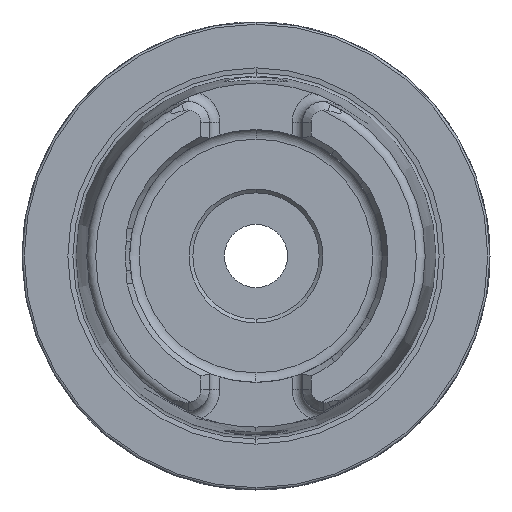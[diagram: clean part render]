
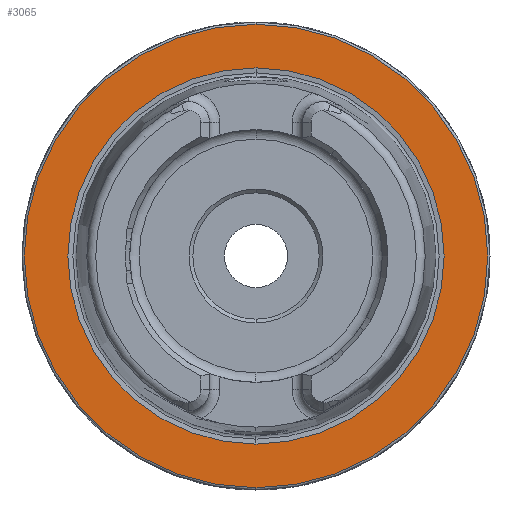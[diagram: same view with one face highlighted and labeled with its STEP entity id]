
A CAD part, left-side view. The second image highlights one B-rep face of the part: STEP entity #3065.
In plain terms, the highlighted planar face has unit normal (-1, 0, 0).
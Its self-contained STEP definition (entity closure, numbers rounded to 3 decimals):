
#936 = CARTESIAN_POINT ( 'NONE',  ( 0., 0., 0. ) ) ;
#937 = DIRECTION ( 'NONE',  ( -1., 0., 0. ) ) ;
#938 = DIRECTION ( 'NONE',  ( 0., 0., 1. ) ) ;
#939 = CARTESIAN_POINT ( 'NONE',  ( 0., 0., 0. ) ) ;
#940 = DIRECTION ( 'NONE',  ( -1., 0., 0. ) ) ;
#941 = DIRECTION ( 'NONE',  ( 0., 0., 1. ) ) ;
#1109 = ORIENTED_EDGE ( 'NONE', *, *, #2871, .F. ) ;
#1110 = ORIENTED_EDGE ( 'NONE', *, *, #11114, .F. ) ;
#1111 = ORIENTED_EDGE ( 'NONE', *, *, #11118, .T. ) ;
#1112 = ORIENTED_EDGE ( 'NONE', *, *, #2870, .T. ) ;
#1477 = CIRCLE ( 'NONE', #1478, 25.324 ) ;
#1478 = AXIS2_PLACEMENT_3D ( 'NONE', #8311, #8312, #8313 ) ;
#1482 = CIRCLE ( 'NONE', #1485, 31.2 ) ;
#1485 = AXIS2_PLACEMENT_3D ( 'NONE', #8322, #8323, #8324 ) ;
#2870 = EDGE_CURVE ( 'NONE', #8897, #8898, #10566, .T. ) ;
#2871 = EDGE_CURVE ( 'NONE', #8903, #8911, #10495, .T. ) ;
#3065 = ADVANCED_FACE ( 'NONE', ( #6121, #6123 ), #6124, .F. ) ;
#4674 = EDGE_LOOP ( 'NONE', ( #1111, #1112 ) ) ;
#4681 = EDGE_LOOP ( 'NONE', ( #1109, #1110 ) ) ;
#6119 = DIRECTION ( 'NONE',  ( 1., 0., 0. ) ) ;
#6120 = CARTESIAN_POINT ( 'NONE',  ( 0., 31.2, 0. ) ) ;
#6121 = FACE_BOUND ( 'NONE', #4681, .T. ) ;
#6123 = FACE_OUTER_BOUND ( 'NONE', #4674, .T. ) ;
#6124 = PLANE ( 'NONE',  #10801 ) ;
#6126 = DIRECTION ( 'NONE',  ( 0., 0., -1. ) ) ;
#8311 = CARTESIAN_POINT ( 'NONE',  ( 0., 0., 0. ) ) ;
#8312 = DIRECTION ( 'NONE',  ( -1., 0., 0. ) ) ;
#8313 = DIRECTION ( 'NONE',  ( 0., 0., 1. ) ) ;
#8322 = CARTESIAN_POINT ( 'NONE',  ( 0., 0., 0. ) ) ;
#8323 = DIRECTION ( 'NONE',  ( -1., 0., 0. ) ) ;
#8324 = DIRECTION ( 'NONE',  ( 0., 0., 1. ) ) ;
#8897 = VERTEX_POINT ( 'NONE', #9357 ) ;
#8898 = VERTEX_POINT ( 'NONE', #9361 ) ;
#8903 = VERTEX_POINT ( 'NONE', #9360 ) ;
#8911 = VERTEX_POINT ( 'NONE', #9370 ) ;
#9357 = CARTESIAN_POINT ( 'NONE',  ( 0., 0., -31.2 ) ) ;
#9360 = CARTESIAN_POINT ( 'NONE',  ( 0., 0., 25.324 ) ) ;
#9361 = CARTESIAN_POINT ( 'NONE',  ( 0., 0., 31.2 ) ) ;
#9370 = CARTESIAN_POINT ( 'NONE',  ( 0., 0., -25.324 ) ) ;
#10458 = AXIS2_PLACEMENT_3D ( 'NONE', #936, #937, #938 ) ;
#10495 = CIRCLE ( 'NONE', #10545, 25.324 ) ;
#10545 = AXIS2_PLACEMENT_3D ( 'NONE', #939, #940, #941 ) ;
#10566 = CIRCLE ( 'NONE', #10458, 31.2 ) ;
#10801 = AXIS2_PLACEMENT_3D ( 'NONE', #6120, #6119, #6126 ) ;
#11114 = EDGE_CURVE ( 'NONE', #8911, #8903, #1477, .T. ) ;
#11118 = EDGE_CURVE ( 'NONE', #8898, #8897, #1482, .T. ) ;
